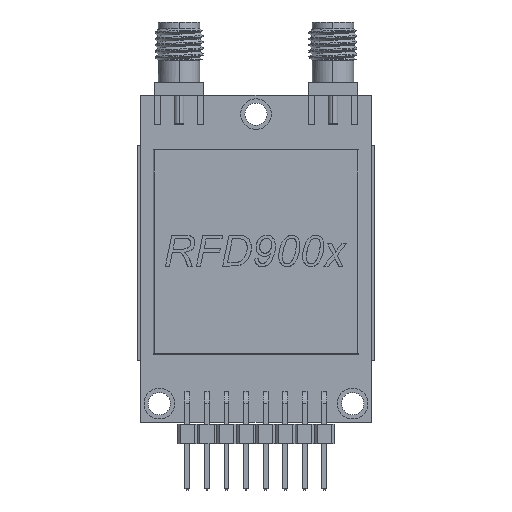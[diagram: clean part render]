
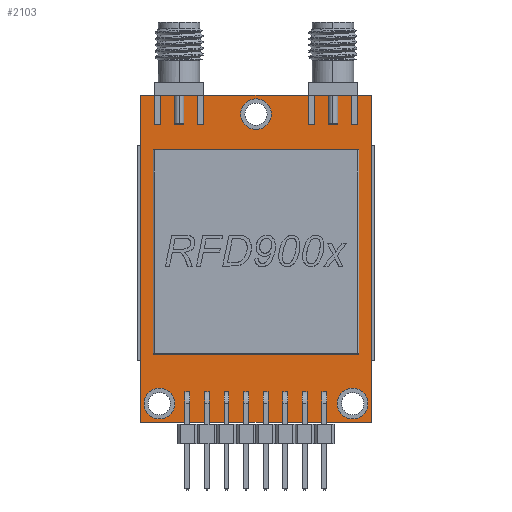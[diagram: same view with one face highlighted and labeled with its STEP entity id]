
A CAD part, top view. The second image highlights one B-rep face of the part: STEP entity #2103.
In plain terms, the highlighted planar face has unit normal (0, 0, 1).
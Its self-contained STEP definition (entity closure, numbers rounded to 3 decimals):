
#394=FACE_BOUND('',#4432,.T.);
#395=FACE_BOUND('',#4433,.T.);
#396=FACE_BOUND('',#4434,.T.);
#397=FACE_BOUND('',#4435,.T.);
#398=FACE_BOUND('',#4436,.T.);
#1164=PLANE('',#20691);
#2103=ADVANCED_FACE('',(#394,#395,#396,#397,#398),#1164,.F.);
#4432=EDGE_LOOP('',(#11092,#11093,#11094,#11095,#11096,#11097,#11098,#11099));
#4433=EDGE_LOOP('',(#11100));
#4434=EDGE_LOOP('',(#11101));
#4435=EDGE_LOOP('',(#11102));
#4436=EDGE_LOOP('',(#11103,#11104,#11105,#11106));
#5878=LINE('',#27998,#8198);
#5882=LINE('',#28007,#8202);
#5885=LINE('',#28013,#8205);
#5888=LINE('',#28019,#8208);
#5890=LINE('',#28029,#8210);
#5891=LINE('',#28034,#8211);
#5892=LINE('',#28038,#8212);
#5893=LINE('',#28042,#8213);
#8198=VECTOR('',#22651,1.);
#8202=VECTOR('',#22657,1.);
#8205=VECTOR('',#22662,1.);
#8208=VECTOR('',#22667,1.);
#8210=VECTOR('',#22679,1.);
#8211=VECTOR('',#22682,1.);
#8212=VECTOR('',#22685,1.);
#8213=VECTOR('',#22688,1.);
#11092=ORIENTED_EDGE('',*,*,#17938,.T.);
#11093=ORIENTED_EDGE('',*,*,#17939,.T.);
#11094=ORIENTED_EDGE('',*,*,#17940,.T.);
#11095=ORIENTED_EDGE('',*,*,#17941,.T.);
#11096=ORIENTED_EDGE('',*,*,#17942,.T.);
#11097=ORIENTED_EDGE('',*,*,#17943,.T.);
#11098=ORIENTED_EDGE('',*,*,#17944,.T.);
#11099=ORIENTED_EDGE('',*,*,#17945,.T.);
#11100=ORIENTED_EDGE('',*,*,#17946,.F.);
#11101=ORIENTED_EDGE('',*,*,#17947,.F.);
#11102=ORIENTED_EDGE('',*,*,#17948,.F.);
#11103=ORIENTED_EDGE('',*,*,#17923,.T.);
#11104=ORIENTED_EDGE('',*,*,#17927,.T.);
#11105=ORIENTED_EDGE('',*,*,#17930,.T.);
#11106=ORIENTED_EDGE('',*,*,#17933,.T.);
#15969=VERTEX_POINT('',#27999);
#15970=VERTEX_POINT('',#28000);
#15973=VERTEX_POINT('',#28008);
#15975=VERTEX_POINT('',#28014);
#15980=VERTEX_POINT('',#28030);
#15981=VERTEX_POINT('',#28031);
#15982=VERTEX_POINT('',#28033);
#15983=VERTEX_POINT('',#28035);
#15984=VERTEX_POINT('',#28037);
#15985=VERTEX_POINT('',#28039);
#15986=VERTEX_POINT('',#28041);
#15987=VERTEX_POINT('',#28043);
#15988=VERTEX_POINT('',#28046);
#15989=VERTEX_POINT('',#28048);
#15990=VERTEX_POINT('',#28050);
#17923=EDGE_CURVE('',#15969,#15970,#5878,.T.);
#17927=EDGE_CURVE('',#15970,#15973,#5882,.T.);
#17930=EDGE_CURVE('',#15973,#15975,#5885,.T.);
#17933=EDGE_CURVE('',#15975,#15969,#5888,.T.);
#17938=EDGE_CURVE('',#15980,#15981,#5890,.T.);
#17939=EDGE_CURVE('',#15981,#15982,#20243,.T.);
#17940=EDGE_CURVE('',#15982,#15983,#5891,.T.);
#17941=EDGE_CURVE('',#15983,#15984,#20244,.T.);
#17942=EDGE_CURVE('',#15984,#15985,#5892,.T.);
#17943=EDGE_CURVE('',#15985,#15986,#20245,.T.);
#17944=EDGE_CURVE('',#15986,#15987,#5893,.T.);
#17945=EDGE_CURVE('',#15987,#15980,#20246,.T.);
#17946=EDGE_CURVE('',#15988,#15988,#20247,.T.);
#17947=EDGE_CURVE('',#15989,#15989,#20248,.T.);
#17948=EDGE_CURVE('',#15990,#15990,#20249,.T.);
#20243=CIRCLE('',#20684,0.1);
#20244=CIRCLE('',#20685,0.1);
#20245=CIRCLE('',#20686,0.1);
#20246=CIRCLE('',#20687,0.1);
#20247=CIRCLE('',#20688,2.);
#20248=CIRCLE('',#20689,2.);
#20249=CIRCLE('',#20690,2.);
#20684=AXIS2_PLACEMENT_3D('',#28032,#22680,#22681);
#20685=AXIS2_PLACEMENT_3D('',#28036,#22683,#22684);
#20686=AXIS2_PLACEMENT_3D('',#28040,#22686,#22687);
#20687=AXIS2_PLACEMENT_3D('',#28044,#22689,#22690);
#20688=AXIS2_PLACEMENT_3D('',#28045,#22691,#22692);
#20689=AXIS2_PLACEMENT_3D('',#28047,#22693,#22694);
#20690=AXIS2_PLACEMENT_3D('',#28049,#22695,#22696);
#20691=AXIS2_PLACEMENT_3D('',#28051,#22697,#22698);
#22651=DIRECTION('',(0.,-1.,0.));
#22657=DIRECTION('',(1.,0.,0.));
#22662=DIRECTION('',(0.,1.,0.));
#22667=DIRECTION('',(-1.,0.,0.));
#22679=DIRECTION('',(1.,0.,0.));
#22680=DIRECTION('',(0.,0.,-1.));
#22681=DIRECTION('',(-1.,0.,0.));
#22682=DIRECTION('',(0.,-1.,0.));
#22683=DIRECTION('',(0.,0.,-1.));
#22684=DIRECTION('',(-1.,0.,0.));
#22685=DIRECTION('',(-1.,0.,0.));
#22686=DIRECTION('',(0.,0.,-1.));
#22687=DIRECTION('',(-1.,0.,0.));
#22688=DIRECTION('',(0.,1.,0.));
#22689=DIRECTION('',(0.,0.,-1.));
#22690=DIRECTION('',(-1.,0.,0.));
#22691=DIRECTION('',(0.,0.,1.));
#22692=DIRECTION('',(-1.,0.,0.));
#22693=DIRECTION('',(0.,0.,1.));
#22694=DIRECTION('',(-1.,0.,0.));
#22695=DIRECTION('',(0.,0.,1.));
#22696=DIRECTION('',(-1.,0.,0.));
#22697=DIRECTION('',(0.,0.,-1.));
#22698=DIRECTION('',(-1.,0.,0.));
#27998=CARTESIAN_POINT('',(-15.,21.25,0.));
#27999=CARTESIAN_POINT('',(-15.,21.25,0.));
#28000=CARTESIAN_POINT('',(-15.,-21.25,0.));
#28007=CARTESIAN_POINT('',(-15.,-21.25,0.));
#28008=CARTESIAN_POINT('',(15.,-21.25,0.));
#28013=CARTESIAN_POINT('',(15.,-21.25,0.));
#28014=CARTESIAN_POINT('',(15.,21.25,0.));
#28019=CARTESIAN_POINT('',(15.,21.25,0.));
#28029=CARTESIAN_POINT('',(-13.35,14.25,0.));
#28030=CARTESIAN_POINT('',(-13.25,14.25,0.));
#28031=CARTESIAN_POINT('',(13.25,14.25,0.));
#28032=CARTESIAN_POINT('',(13.25,14.15,0.));
#28033=CARTESIAN_POINT('',(13.35,14.15,0.));
#28034=CARTESIAN_POINT('',(13.35,14.25,0.));
#28035=CARTESIAN_POINT('',(13.35,-12.35,0.));
#28036=CARTESIAN_POINT('',(13.25,-12.35,0.));
#28037=CARTESIAN_POINT('',(13.25,-12.45,0.));
#28038=CARTESIAN_POINT('',(13.35,-12.45,0.));
#28039=CARTESIAN_POINT('',(-13.25,-12.45,0.));
#28040=CARTESIAN_POINT('',(-13.25,-12.35,0.));
#28041=CARTESIAN_POINT('',(-13.35,-12.35,0.));
#28042=CARTESIAN_POINT('',(-13.35,-12.45,0.));
#28043=CARTESIAN_POINT('',(-13.35,14.15,0.));
#28044=CARTESIAN_POINT('',(-13.25,14.15,0.));
#28045=CARTESIAN_POINT('',(-12.55,-18.8,0.));
#28046=CARTESIAN_POINT('',(-14.55,-18.8,0.));
#28047=CARTESIAN_POINT('',(0.,18.8,0.));
#28048=CARTESIAN_POINT('',(-2.,18.8,0.));
#28049=CARTESIAN_POINT('',(12.55,-18.8,0.));
#28050=CARTESIAN_POINT('',(10.55,-18.8,0.));
#28051=CARTESIAN_POINT('',(12.55,-18.8,0.));
